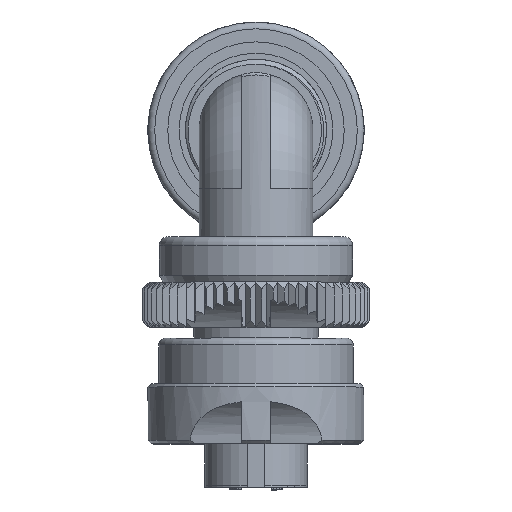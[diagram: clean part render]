
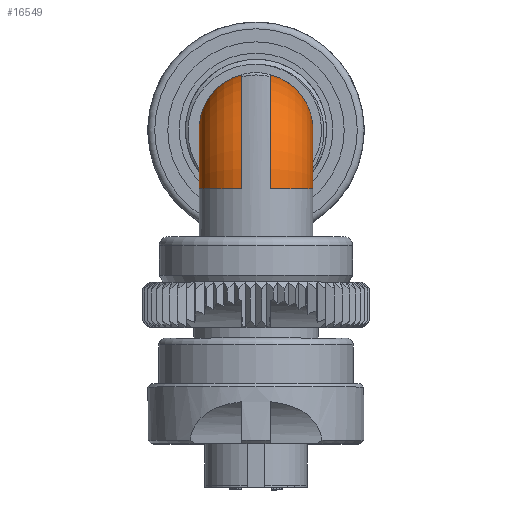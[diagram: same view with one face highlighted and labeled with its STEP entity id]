
A CAD part, top view. The second image highlights one B-rep face of the part: STEP entity #16549.
In plain terms, the highlighted toroidal (fillet/blend) face has major radius 6.604 mm and minor radius 6.35 mm.
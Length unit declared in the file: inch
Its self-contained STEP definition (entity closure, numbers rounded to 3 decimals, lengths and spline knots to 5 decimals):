
#765=TOROIDAL_SURFACE('',#17942,0.26,0.25);
#4133=FACE_OUTER_BOUND('',#5129,.T.);
#5129=EDGE_LOOP('',(#12682,#12683,#12684,#12685));
#5930=CIRCLE('',#17183,0.50206);
#5932=CIRCLE('',#17188,0.50206);
#5933=CIRCLE('',#17192,0.25);
#6123=CIRCLE('',#17943,0.25);
#6615=VERTEX_POINT('',#24157);
#6616=VERTEX_POINT('',#24159);
#6620=VERTEX_POINT('',#24169);
#6621=VERTEX_POINT('',#24171);
#8204=EDGE_CURVE('',#6616,#6615,#5930,.T.);
#8209=EDGE_CURVE('',#6621,#6620,#5932,.T.);
#8213=EDGE_CURVE('',#6620,#6616,#5933,.T.);
#9229=EDGE_CURVE('',#6615,#6621,#6123,.T.);
#12682=ORIENTED_EDGE('',*,*,#8209,.T.);
#12683=ORIENTED_EDGE('',*,*,#8213,.T.);
#12684=ORIENTED_EDGE('',*,*,#8204,.T.);
#12685=ORIENTED_EDGE('',*,*,#9229,.T.);
#16549=ADVANCED_FACE('',(#4133),#765,.T.);
#17183=AXIS2_PLACEMENT_3D('',#24160,#19190,#19191);
#17188=AXIS2_PLACEMENT_3D('',#24172,#19202,#19203);
#17192=AXIS2_PLACEMENT_3D('',#24197,#19211,#19212);
#17942=AXIS2_PLACEMENT_3D('',#27039,#21137,#21138);
#17943=AXIS2_PLACEMENT_3D('',#27040,#21139,#21140);
#19190=DIRECTION('center_axis',(-1.,0.,0.));
#19191=DIRECTION('ref_axis',(0.,0.,
-1.));
#19202=DIRECTION('center_axis',(1.,0.,0.));
#19203=DIRECTION('ref_axis',(0.,0.,
-1.));
#19211=DIRECTION('center_axis',(0.,1.,0.));
#19212=DIRECTION('ref_axis',(-1.,0.,0.));
#21137=DIRECTION('center_axis',(1.,0.,0.));
#21138=DIRECTION('ref_axis',(0.,0.,-1.));
#21139=DIRECTION('center_axis',(0.,0.,
1.));
#21140=DIRECTION('ref_axis',(-1.,0.,0.));
#24157=CARTESIAN_POINT('',(-0.0625,1.81506,-0.26));
#24159=CARTESIAN_POINT('',(-0.0625,1.313,0.24206));
#24160=CARTESIAN_POINT('Origin',(-0.0625,1.313,-0.26));
#24169=CARTESIAN_POINT('',(0.0625,1.313,0.24206));
#24171=CARTESIAN_POINT('',(0.0625,1.81506,-0.26));
#24172=CARTESIAN_POINT('Origin',(0.0625,1.313,-0.26));
#24197=CARTESIAN_POINT('Origin',(0.,1.313,
0.));
#27039=CARTESIAN_POINT('Origin',(0.,1.313,
-0.26));
#27040=CARTESIAN_POINT('Origin',(0.,1.573,
-0.26));
